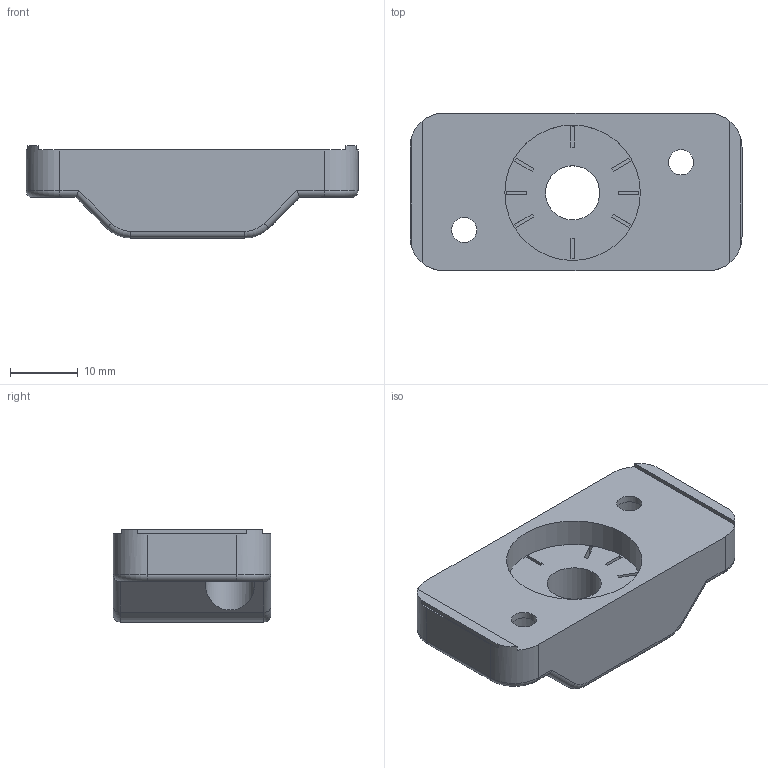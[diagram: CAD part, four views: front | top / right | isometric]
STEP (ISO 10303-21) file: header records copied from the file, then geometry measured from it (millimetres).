
FILE_DESCRIPTION(/* description */ (''),/* implementation_level */ '2;1');
FILE_NAME(/* name */ 'Jacdac-HeadMouse-Mounting.step',/* time_stamp */ '2021-10-26T23:12:13-07:00',/* author */ (''),/* organization */ (''),/* preprocessor_version */ 'ST-DEVELOPER v18.1',/* originating_system */ 'Autodesk Translation Framework v10.10.0.1391',/* authorisation */ '');
FILE_SCHEMA (('AUTOMOTIVE_DESIGN { 1 0 10303 214 3 1 1 }'));
Length unit declared in the file: millimetre
Products named in the file (2): Jacdac-HeadMouse-Mounting; Enclosure
Assembly tree (1 placements, depth 2):
  Jacdac-HeadMouse-Mounting
    Enclosure
Bounding box: 49 x 23.25 x 13.6 mm (x, y, z)
Volume: 9154.2 mm3; surface area: 4551.6 mm2
Topology: 1 solids, 1 shells, 93 faces, 226 edges, 144 vertices
Faces by surface type: plane 61, cylinder 24, torus 8
Full cylindrical faces by diameter (mm): 3.7 x2, 7.2 x2, 8 x1, 20 x1
Entity records: 2776 total; most frequent: DIRECTION 482, CARTESIAN_POINT 466, ORIENTED_EDGE 452, EDGE_CURVE 226, LINE 162, VECTOR 162, AXIS2_PLACEMENT_3D 160, VERTEX_POINT 144
